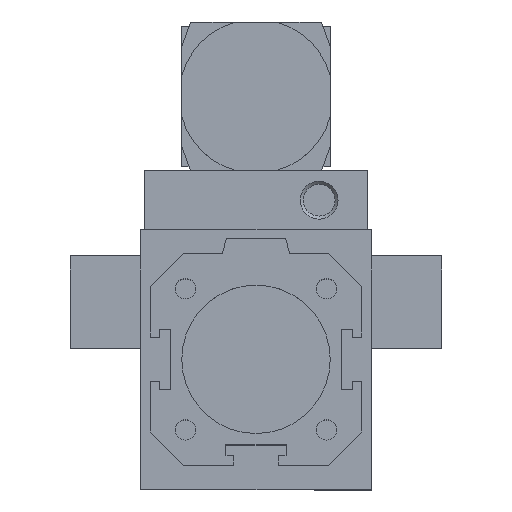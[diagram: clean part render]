
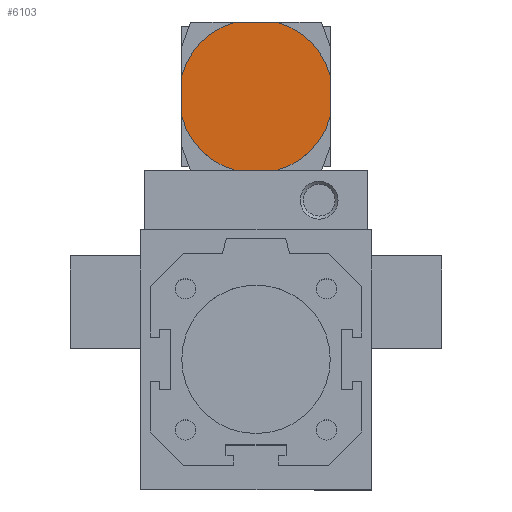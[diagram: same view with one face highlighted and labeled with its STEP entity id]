
A CAD part, top view. The second image highlights one B-rep face of the part: STEP entity #6103.
In plain terms, the highlighted face is planar.
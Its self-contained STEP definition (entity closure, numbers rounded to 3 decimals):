
#5598=CARTESIAN_POINT('',(20.0,-5.528,-7.));
#5599=VERTEX_POINT('',#5598);
#5606=CARTESIAN_POINT('',(20.0,5.528,-7.));
#5607=VERTEX_POINT('',#5606);
#5608=CARTESIAN_POINT('',(20.0,-5.528,-7.));
#5609=DIRECTION('',(0.0,1.0,0.0));
#5610=VECTOR('',#5609,11.057);
#5611=LINE('',#5608,#5610);
#5612=EDGE_CURVE('',#5599,#5607,#5611,.T.);
#5772=CARTESIAN_POINT('',(-20.0,5.528,-7.));
#5773=VERTEX_POINT('',#5772);
#5780=CARTESIAN_POINT('',(-20.0,-5.528,-7.));
#5781=VERTEX_POINT('',#5780);
#5782=CARTESIAN_POINT('',(-20.0,5.528,-7.));
#5783=DIRECTION('',(0.0,-1.0,0.0));
#5784=VECTOR('',#5783,11.057);
#5785=LINE('',#5782,#5784);
#5786=EDGE_CURVE('',#5773,#5781,#5785,.T.);
#6046=CARTESIAN_POINT('',(0.,0.0,-7.));
#6047=DIRECTION('',(0.0,0.0,1.0));
#6048=DIRECTION('',(1.0,0.0,0.0));
#6049=AXIS2_PLACEMENT_3D('',#6046,#6047,#6048);
#6050=PLANE('',#6049);
#6051=CARTESIAN_POINT('',(5.528,-20.0,-7.));
#6052=VERTEX_POINT('',#6051);
#6053=CARTESIAN_POINT('',(0.0,0.0,-7.));
#6054=DIRECTION('',(0.0,0.0,1.));
#6055=DIRECTION('',(0.964,-0.266,0.0));
#6056=AXIS2_PLACEMENT_3D('',#6053,#6054,#6055);
#6057=CIRCLE('',#6056,20.75);
#6058=EDGE_CURVE('',#6052,#5599,#6057,.T.);
#6059=ORIENTED_EDGE('',*,*,#6058,.F.);
#6060=CARTESIAN_POINT('',(-5.528,-20.0,-7.));
#6061=VERTEX_POINT('',#6060);
#6062=CARTESIAN_POINT('',(-5.528,-20.0,-7.));
#6063=DIRECTION('',(1.0,0.0,0.0));
#6064=VECTOR('',#6063,11.057);
#6065=LINE('',#6062,#6064);
#6066=EDGE_CURVE('',#6061,#6052,#6065,.T.);
#6067=ORIENTED_EDGE('',*,*,#6066,.F.);
#6068=CARTESIAN_POINT('',(0.0,0.0,-7.));
#6069=DIRECTION('',(0.0,0.0,1.));
#6070=DIRECTION('',(-0.266,-0.964,0.0));
#6071=AXIS2_PLACEMENT_3D('',#6068,#6069,#6070);
#6072=CIRCLE('',#6071,20.75);
#6073=EDGE_CURVE('',#5781,#6061,#6072,.T.);
#6074=ORIENTED_EDGE('',*,*,#6073,.F.);
#6075=ORIENTED_EDGE('',*,*,#5786,.F.);
#6076=CARTESIAN_POINT('',(-5.528,20.0,-7.));
#6077=VERTEX_POINT('',#6076);
#6078=CARTESIAN_POINT('',(0.0,0.0,-7.));
#6079=DIRECTION('',(0.0,0.0,1.));
#6080=DIRECTION('',(-0.964,0.266,0.0));
#6081=AXIS2_PLACEMENT_3D('',#6078,#6079,#6080);
#6082=CIRCLE('',#6081,20.75);
#6083=EDGE_CURVE('',#6077,#5773,#6082,.T.);
#6084=ORIENTED_EDGE('',*,*,#6083,.F.);
#6085=CARTESIAN_POINT('',(5.528,20.0,-7.));
#6086=VERTEX_POINT('',#6085);
#6087=CARTESIAN_POINT('',(5.528,20.0,-7.));
#6088=DIRECTION('',(-1.0,0.0,0.0));
#6089=VECTOR('',#6088,11.057);
#6090=LINE('',#6087,#6089);
#6091=EDGE_CURVE('',#6086,#6077,#6090,.T.);
#6092=ORIENTED_EDGE('',*,*,#6091,.F.);
#6093=CARTESIAN_POINT('',(0.0,0.0,-7.));
#6094=DIRECTION('',(0.0,0.0,1.));
#6095=DIRECTION('',(0.266,0.964,0.0));
#6096=AXIS2_PLACEMENT_3D('',#6093,#6094,#6095);
#6097=CIRCLE('',#6096,20.75);
#6098=EDGE_CURVE('',#5607,#6086,#6097,.T.);
#6099=ORIENTED_EDGE('',*,*,#6098,.F.);
#6100=ORIENTED_EDGE('',*,*,#5612,.F.);
#6101=EDGE_LOOP('',(#6059,#6067,#6074,#6075,#6084,#6092,#6099,#6100));
#6102=FACE_OUTER_BOUND('',#6101,.T.);
#6103=ADVANCED_FACE('',(#6102),#6050,.F.);
